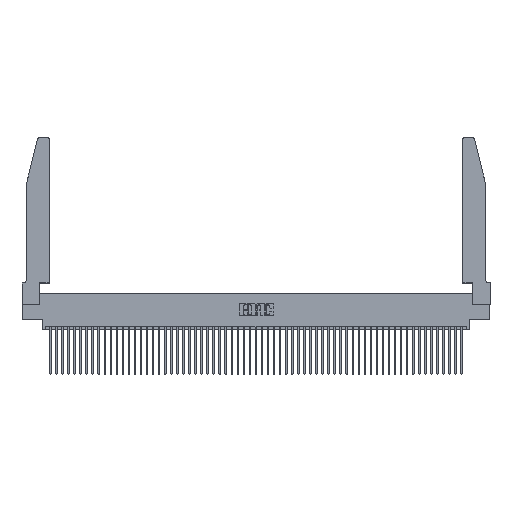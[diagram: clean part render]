
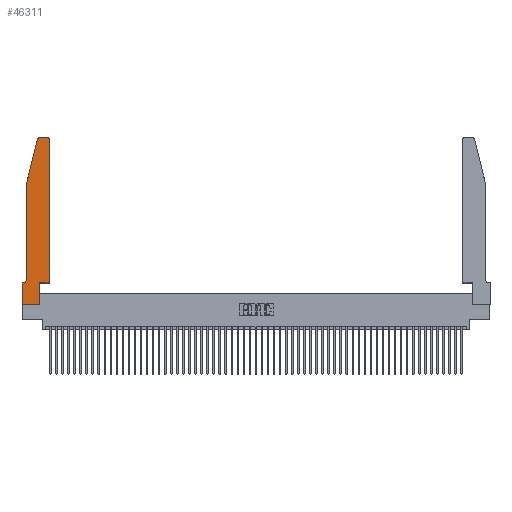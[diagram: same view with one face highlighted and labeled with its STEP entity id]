
A CAD part, top view. The second image highlights one B-rep face of the part: STEP entity #46311.
In plain terms, the highlighted planar face has unit normal (0, 0, 1).
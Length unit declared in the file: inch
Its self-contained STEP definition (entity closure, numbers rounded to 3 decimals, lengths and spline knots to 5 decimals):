
#453 = PLANE ( 'NONE',  #7256 ) ;
#1123 = VERTEX_POINT ( 'NONE', #25772 ) ;
#1163 = VERTEX_POINT ( 'NONE', #17421 ) ;
#1201 = CARTESIAN_POINT ( 'NONE',  ( 0.0755, 0.35, 0.37 ) ) ;
#1223 = EDGE_CURVE ( 'NONE', #47321, #5699, #31689, .T. ) ;
#2549 = ORIENTED_EDGE ( 'NONE', *, *, #1223, .T. ) ;
#3588 = CARTESIAN_POINT ( 'NONE',  ( 0.4205, 2.72, 0.37 ) ) ;
#4506 = LINE ( 'NONE', #5199, #47346 ) ;
#5199 = CARTESIAN_POINT ( 'NONE',  ( 0., 0., 0.37 ) ) ;
#5677 = DIRECTION ( 'NONE',  ( 0., 0., 1. ) ) ;
#5699 = VERTEX_POINT ( 'NONE', #34237 ) ;
#6404 = FACE_OUTER_BOUND ( 'NONE', #48916, .T. ) ;
#6443 = CARTESIAN_POINT ( 'NONE',  ( 0.2865, 0.35, 0.37 ) ) ;
#6803 = CARTESIAN_POINT ( 'NONE',  ( 0.4205, 2.75, 0.37 ) ) ;
#7256 = AXIS2_PLACEMENT_3D ( 'NONE', #34820, #39132, #13540 ) ;
#7825 = AXIS2_PLACEMENT_3D ( 'NONE', #35373, #9769, #39661 ) ;
#7990 = DIRECTION ( 'NONE',  ( 1., 0., 0. ) ) ;
#9326 = AXIS2_PLACEMENT_3D ( 'NONE', #3588, #33601, #7990 ) ;
#9710 = VERTEX_POINT ( 'NONE', #46855 ) ;
#9769 = DIRECTION ( 'NONE',  ( 0., 0., -1. ) ) ;
#10282 = CARTESIAN_POINT ( 'NONE',  ( 0.4505, 2.72, 0.37 ) ) ;
#10655 = CARTESIAN_POINT ( 'NONE',  ( 0.2605, 2.75, 0.37 ) ) ;
#11122 = VERTEX_POINT ( 'NONE', #51984 ) ;
#11423 = DIRECTION ( 'NONE',  ( 0., 1., 0. ) ) ;
#11500 = LINE ( 'NONE', #47537, #34231 ) ;
#11783 = VERTEX_POINT ( 'NONE', #52108 ) ;
#11911 = CIRCLE ( 'NONE', #7825, 0.07 ) ;
#12103 = CARTESIAN_POINT ( 'NONE',  ( 0.0755, 2., 0.37 ) ) ;
#13009 = EDGE_CURVE ( 'NONE', #11783, #25123, #4506, .T. ) ;
#13230 = LINE ( 'NONE', #53862, #23287 ) ;
#13442 = DIRECTION ( 'NONE',  ( 0., -1., 0. ) ) ;
#13540 = DIRECTION ( 'NONE',  ( 1., 0., 0. ) ) ;
#15549 = CIRCLE ( 'NONE', #9326, 0.03 ) ;
#15613 = CARTESIAN_POINT ( 'NONE',  ( 0.4505, 0.35, 0.37 ) ) ;
#17421 = CARTESIAN_POINT ( 'NONE',  ( 0., 0.35, 0.37 ) ) ;
#18251 = DIRECTION ( 'NONE',  ( 1., 0., 0. ) ) ;
#18450 = EDGE_CURVE ( 'NONE', #1163, #11783, #11500, .T. ) ;
#18560 = EDGE_CURVE ( 'NONE', #11122, #23043, #42918, .T. ) ;
#20398 = VECTOR ( 'NONE', #26327, 39.37008 ) ;
#21902 = VERTEX_POINT ( 'NONE', #50597 ) ;
#22072 = ORIENTED_EDGE ( 'NONE', *, *, #18560, .T. ) ;
#22863 = ORIENTED_EDGE ( 'NONE', *, *, #25601, .T. ) ;
#23043 = VERTEX_POINT ( 'NONE', #54207 ) ;
#23287 = VECTOR ( 'NONE', #32621, 39.37008 ) ;
#23733 = LINE ( 'NONE', #6443, #46396 ) ;
#24906 = ORIENTED_EDGE ( 'NONE', *, *, #43516, .T. ) ;
#25123 = VERTEX_POINT ( 'NONE', #29768 ) ;
#25601 = EDGE_CURVE ( 'NONE', #1123, #43225, #51618, .T. ) ;
#25772 = CARTESIAN_POINT ( 'NONE',  ( 0.4505, 0.35, 0.37 ) ) ;
#26010 = VECTOR ( 'NONE', #31408, 39.37008 ) ;
#26151 = CARTESIAN_POINT ( 'NONE',  ( 0.0755, 2., 0.37 ) ) ;
#26327 = DIRECTION ( 'NONE',  ( 0., -1., 0. ) ) ;
#27391 = ORIENTED_EDGE ( 'NONE', *, *, #40309, .T. ) ;
#27742 = LINE ( 'NONE', #10655, #37798 ) ;
#28637 = EDGE_CURVE ( 'NONE', #25123, #9710, #23733, .T. ) ;
#29405 = ORIENTED_EDGE ( 'NONE', *, *, #53853, .T. ) ;
#29457 = ORIENTED_EDGE ( 'NONE', *, *, #13009, .T. ) ;
#29768 = CARTESIAN_POINT ( 'NONE',  ( 0.2865, 0., 0.37 ) ) ;
#30115 = ORIENTED_EDGE ( 'NONE', *, *, #45048, .T. ) ;
#30163 = ORIENTED_EDGE ( 'NONE', *, *, #36187, .T. ) ;
#31321 = CARTESIAN_POINT ( 'NONE',  ( 0.284, 2.72, 0.37 ) ) ;
#31408 = DIRECTION ( 'NONE',  ( -1., 0., 0. ) ) ;
#31689 = LINE ( 'NONE', #26151, #20398 ) ;
#32621 = DIRECTION ( 'NONE',  ( -0.239, -0.971, 0. ) ) ;
#33601 = DIRECTION ( 'NONE',  ( 0., 0., 1. ) ) ;
#33826 = VECTOR ( 'NONE', #47256, 39.37008 ) ;
#34231 = VECTOR ( 'NONE', #13442, 39.37008 ) ;
#34237 = CARTESIAN_POINT ( 'NONE',  ( 0.0755, 0.42, 0.37 ) ) ;
#34820 = CARTESIAN_POINT ( 'NONE',  ( 0., 0.35, 0.37 ) ) ;
#35178 = LINE ( 'NONE', #38913, #33826 ) ;
#35373 = CARTESIAN_POINT ( 'NONE',  ( 0.0055, 0.42, 0.37 ) ) ;
#35635 = DIRECTION ( 'NONE',  ( 1., 0., 0. ) ) ;
#36187 = EDGE_CURVE ( 'NONE', #9710, #1123, #35178, .T. ) ;
#37377 = LINE ( 'NONE', #1201, #26010 ) ;
#37535 = ORIENTED_EDGE ( 'NONE', *, *, #28637, .T. ) ;
#37798 = VECTOR ( 'NONE', #49089, 39.37008 ) ;
#38658 = ORIENTED_EDGE ( 'NONE', *, *, #41460, .T. ) ;
#38913 = CARTESIAN_POINT ( 'NONE',  ( 0.4505, 0.35, 0.37 ) ) ;
#39132 = DIRECTION ( 'NONE',  ( 0., 0., 1. ) ) ;
#39661 = DIRECTION ( 'NONE',  ( -1., 0., 0. ) ) ;
#40309 = EDGE_CURVE ( 'NONE', #23043, #47321, #13230, .T. ) ;
#40347 = VECTOR ( 'NONE', #11423, 39.37008 ) ;
#40694 = DIRECTION ( 'NONE',  ( 0., 1., 0. ) ) ;
#41170 = AXIS2_PLACEMENT_3D ( 'NONE', #31321, #5677, #35635 ) ;
#41460 = EDGE_CURVE ( 'NONE', #45909, #11122, #27742, .T. ) ;
#42918 = CIRCLE ( 'NONE', #41170, 0.03 ) ;
#43225 = VERTEX_POINT ( 'NONE', #10282 ) ;
#43516 = EDGE_CURVE ( 'NONE', #43225, #45909, #15549, .T. ) ;
#45048 = EDGE_CURVE ( 'NONE', #21902, #1163, #37377, .T. ) ;
#45909 = VERTEX_POINT ( 'NONE', #6803 ) ;
#46311 = ADVANCED_FACE ( 'NONE', ( #6404 ), #453, .T. ) ;
#46396 = VECTOR ( 'NONE', #40694, 39.37008 ) ;
#46811 = ORIENTED_EDGE ( 'NONE', *, *, #18450, .T. ) ;
#46855 = CARTESIAN_POINT ( 'NONE',  ( 0.2865, 0.35, 0.37 ) ) ;
#47256 = DIRECTION ( 'NONE',  ( 1., 0., 0. ) ) ;
#47321 = VERTEX_POINT ( 'NONE', #12103 ) ;
#47346 = VECTOR ( 'NONE', #18251, 39.37008 ) ;
#47537 = CARTESIAN_POINT ( 'NONE',  ( 0., 0., 0.37 ) ) ;
#48916 = EDGE_LOOP ( 'NONE', ( #38658, #22072, #27391, #2549, #29405, #30115, #46811, #29457, #37535, #30163, #22863, #24906 ) ) ;
#49089 = DIRECTION ( 'NONE',  ( -1., 0., 0. ) ) ;
#50597 = CARTESIAN_POINT ( 'NONE',  ( 0.0055, 0.35, 0.37 ) ) ;
#51618 = LINE ( 'NONE', #15613, #40347 ) ;
#51984 = CARTESIAN_POINT ( 'NONE',  ( 0.284, 2.75, 0.37 ) ) ;
#52108 = CARTESIAN_POINT ( 'NONE',  ( 0., 0., 0.37 ) ) ;
#53853 = EDGE_CURVE ( 'NONE', #5699, #21902, #11911, .T. ) ;
#53862 = CARTESIAN_POINT ( 'NONE',  ( 0.0755, 2., 0.37 ) ) ;
#54207 = CARTESIAN_POINT ( 'NONE',  ( 0.25487, 2.72718, 0.37 ) ) ;
